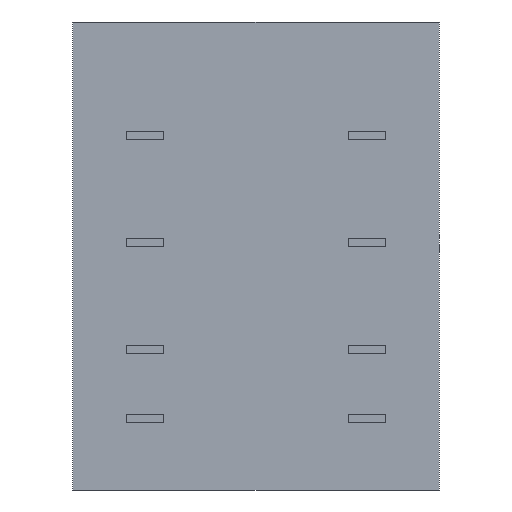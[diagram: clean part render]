
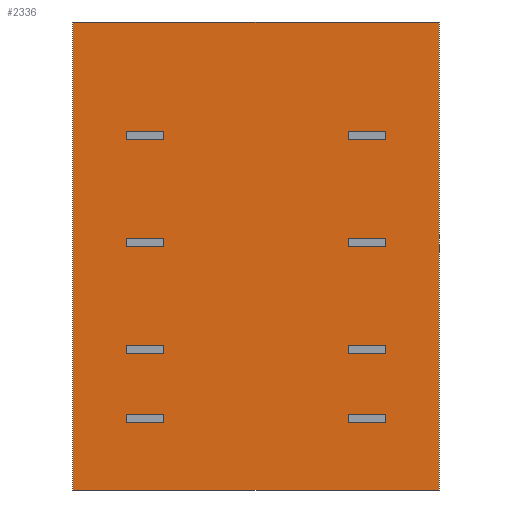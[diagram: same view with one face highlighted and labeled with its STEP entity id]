
A CAD part, top view. The second image highlights one B-rep face of the part: STEP entity #2336.
In plain terms, the highlighted planar face has unit normal (0, 0, 1).
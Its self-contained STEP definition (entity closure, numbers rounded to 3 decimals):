
#16=DIRECTION('',(0.,-1.,0.));
#17=VECTOR('',#16,27.8);
#18=CARTESIAN_POINT('',(-10.9,13.9,0.));
#19=LINE('',#18,#17);
#425=DIRECTION('',(1.,0.,0.));
#426=VECTOR('',#425,21.8);
#427=CARTESIAN_POINT('',(-10.9,-13.9,0.));
#428=LINE('',#427,#426);
#471=DIRECTION('',(0.,-1.,0.));
#472=VECTOR('',#471,27.8);
#473=CARTESIAN_POINT('',(10.9,13.9,0.));
#474=LINE('',#473,#472);
#479=DIRECTION('',(1.,0.,0.));
#480=VECTOR('',#479,21.8);
#481=CARTESIAN_POINT('',(-10.9,13.9,0.));
#482=LINE('',#481,#480);
#483=DIRECTION('',(0.,-1.,0.));
#484=VECTOR('',#483,0.5);
#485=CARTESIAN_POINT('',(5.5,-9.4,0.));
#486=LINE('',#485,#484);
#487=DIRECTION('',(1.,0.,0.));
#488=VECTOR('',#487,2.2);
#489=CARTESIAN_POINT('',(5.5,-9.9,0.));
#490=LINE('',#489,#488);
#491=DIRECTION('',(0.,1.,0.));
#492=VECTOR('',#491,0.5);
#493=CARTESIAN_POINT('',(7.7,-9.9,0.));
#494=LINE('',#493,#492);
#495=DIRECTION('',(-1.,0.,0.));
#496=VECTOR('',#495,2.2);
#497=CARTESIAN_POINT('',(7.7,-9.4,0.));
#498=LINE('',#497,#496);
#499=DIRECTION('',(0.,-1.,0.));
#500=VECTOR('',#499,0.5);
#501=CARTESIAN_POINT('',(-7.7,-9.4,0.));
#502=LINE('',#501,#500);
#503=DIRECTION('',(1.,0.,0.));
#504=VECTOR('',#503,2.2);
#505=CARTESIAN_POINT('',(-7.7,-9.9,0.));
#506=LINE('',#505,#504);
#507=DIRECTION('',(0.,1.,0.));
#508=VECTOR('',#507,0.5);
#509=CARTESIAN_POINT('',(-5.5,-9.9,0.));
#510=LINE('',#509,#508);
#511=DIRECTION('',(-1.,0.,0.));
#512=VECTOR('',#511,2.2);
#513=CARTESIAN_POINT('',(-5.5,-9.4,0.));
#514=LINE('',#513,#512);
#515=DIRECTION('',(0.,-1.,0.));
#516=VECTOR('',#515,0.5);
#517=CARTESIAN_POINT('',(-7.7,-5.3,0.));
#518=LINE('',#517,#516);
#519=DIRECTION('',(1.,0.,0.));
#520=VECTOR('',#519,2.2);
#521=CARTESIAN_POINT('',(-7.7,-5.8,0.));
#522=LINE('',#521,#520);
#523=DIRECTION('',(0.,1.,0.));
#524=VECTOR('',#523,0.5);
#525=CARTESIAN_POINT('',(-5.5,-5.8,0.));
#526=LINE('',#525,#524);
#527=DIRECTION('',(-1.,0.,0.));
#528=VECTOR('',#527,2.2);
#529=CARTESIAN_POINT('',(-5.5,-5.3,0.));
#530=LINE('',#529,#528);
#531=DIRECTION('',(0.,-1.,0.));
#532=VECTOR('',#531,0.5);
#533=CARTESIAN_POINT('',(5.5,-5.3,0.));
#534=LINE('',#533,#532);
#535=DIRECTION('',(1.,0.,0.));
#536=VECTOR('',#535,2.2);
#537=CARTESIAN_POINT('',(5.5,-5.8,0.));
#538=LINE('',#537,#536);
#539=DIRECTION('',(0.,1.,0.));
#540=VECTOR('',#539,0.5);
#541=CARTESIAN_POINT('',(7.7,-5.8,0.));
#542=LINE('',#541,#540);
#543=DIRECTION('',(-1.,0.,0.));
#544=VECTOR('',#543,2.2);
#545=CARTESIAN_POINT('',(7.7,-5.3,0.));
#546=LINE('',#545,#544);
#547=DIRECTION('',(0.,-1.,0.));
#548=VECTOR('',#547,0.5);
#549=CARTESIAN_POINT('',(5.5,1.05,0.));
#550=LINE('',#549,#548);
#551=DIRECTION('',(1.,0.,0.));
#552=VECTOR('',#551,2.2);
#553=CARTESIAN_POINT('',(5.5,0.55,0.));
#554=LINE('',#553,#552);
#555=DIRECTION('',(0.,1.,0.));
#556=VECTOR('',#555,0.5);
#557=CARTESIAN_POINT('',(7.7,0.55,0.));
#558=LINE('',#557,#556);
#559=DIRECTION('',(-1.,0.,0.));
#560=VECTOR('',#559,2.2);
#561=CARTESIAN_POINT('',(7.7,1.05,0.));
#562=LINE('',#561,#560);
#563=DIRECTION('',(0.,-1.,0.));
#564=VECTOR('',#563,0.5);
#565=CARTESIAN_POINT('',(-7.7,1.05,0.));
#566=LINE('',#565,#564);
#567=DIRECTION('',(1.,0.,0.));
#568=VECTOR('',#567,2.2);
#569=CARTESIAN_POINT('',(-7.7,0.55,0.));
#570=LINE('',#569,#568);
#571=DIRECTION('',(0.,1.,0.));
#572=VECTOR('',#571,0.5);
#573=CARTESIAN_POINT('',(-5.5,0.55,0.));
#574=LINE('',#573,#572);
#575=DIRECTION('',(-1.,0.,0.));
#576=VECTOR('',#575,2.2);
#577=CARTESIAN_POINT('',(-5.5,1.05,0.));
#578=LINE('',#577,#576);
#579=DIRECTION('',(0.,-1.,0.));
#580=VECTOR('',#579,0.5);
#581=CARTESIAN_POINT('',(-7.7,7.4,0.));
#582=LINE('',#581,#580);
#583=DIRECTION('',(1.,0.,0.));
#584=VECTOR('',#583,2.2);
#585=CARTESIAN_POINT('',(-7.7,6.9,0.));
#586=LINE('',#585,#584);
#587=DIRECTION('',(0.,1.,0.));
#588=VECTOR('',#587,0.5);
#589=CARTESIAN_POINT('',(-5.5,6.9,0.));
#590=LINE('',#589,#588);
#591=DIRECTION('',(-1.,0.,0.));
#592=VECTOR('',#591,2.2);
#593=CARTESIAN_POINT('',(-5.5,7.4,0.));
#594=LINE('',#593,#592);
#595=DIRECTION('',(0.,-1.,0.));
#596=VECTOR('',#595,0.5);
#597=CARTESIAN_POINT('',(5.5,7.4,0.));
#598=LINE('',#597,#596);
#599=DIRECTION('',(1.,0.,0.));
#600=VECTOR('',#599,2.2);
#601=CARTESIAN_POINT('',(5.5,6.9,0.));
#602=LINE('',#601,#600);
#603=DIRECTION('',(0.,1.,0.));
#604=VECTOR('',#603,0.5);
#605=CARTESIAN_POINT('',(7.7,6.9,0.));
#606=LINE('',#605,#604);
#607=DIRECTION('',(-1.,0.,0.));
#608=VECTOR('',#607,2.2);
#609=CARTESIAN_POINT('',(7.7,7.4,0.));
#610=LINE('',#609,#608);
#1316=CARTESIAN_POINT('',(5.5,-9.4,0.));
#1317=CARTESIAN_POINT('',(5.5,-9.9,0.));
#1318=VERTEX_POINT('',#1316);
#1319=VERTEX_POINT('',#1317);
#1320=CARTESIAN_POINT('',(7.7,-9.9,0.));
#1321=VERTEX_POINT('',#1320);
#1322=CARTESIAN_POINT('',(7.7,-9.4,0.));
#1323=VERTEX_POINT('',#1322);
#1324=CARTESIAN_POINT('',(-7.7,-9.4,0.));
#1325=CARTESIAN_POINT('',(-7.7,-9.9,0.));
#1326=VERTEX_POINT('',#1324);
#1327=VERTEX_POINT('',#1325);
#1328=CARTESIAN_POINT('',(-5.5,-9.9,0.));
#1329=VERTEX_POINT('',#1328);
#1330=CARTESIAN_POINT('',(-5.5,-9.4,0.));
#1331=VERTEX_POINT('',#1330);
#1332=CARTESIAN_POINT('',(-7.7,-5.3,0.));
#1333=CARTESIAN_POINT('',(-7.7,-5.8,0.));
#1334=VERTEX_POINT('',#1332);
#1335=VERTEX_POINT('',#1333);
#1336=CARTESIAN_POINT('',(-5.5,-5.8,0.));
#1337=VERTEX_POINT('',#1336);
#1338=CARTESIAN_POINT('',(-5.5,-5.3,0.));
#1339=VERTEX_POINT('',#1338);
#1340=CARTESIAN_POINT('',(5.5,-5.3,0.));
#1341=CARTESIAN_POINT('',(5.5,-5.8,0.));
#1342=VERTEX_POINT('',#1340);
#1343=VERTEX_POINT('',#1341);
#1344=CARTESIAN_POINT('',(7.7,-5.8,0.));
#1345=VERTEX_POINT('',#1344);
#1346=CARTESIAN_POINT('',(7.7,-5.3,0.));
#1347=VERTEX_POINT('',#1346);
#1348=CARTESIAN_POINT('',(5.5,1.05,0.));
#1349=CARTESIAN_POINT('',(5.5,0.55,0.));
#1350=VERTEX_POINT('',#1348);
#1351=VERTEX_POINT('',#1349);
#1352=CARTESIAN_POINT('',(7.7,0.55,0.));
#1353=VERTEX_POINT('',#1352);
#1354=CARTESIAN_POINT('',(7.7,1.05,0.));
#1355=VERTEX_POINT('',#1354);
#1356=CARTESIAN_POINT('',(-7.7,1.05,0.));
#1357=CARTESIAN_POINT('',(-7.7,0.55,0.));
#1358=VERTEX_POINT('',#1356);
#1359=VERTEX_POINT('',#1357);
#1360=CARTESIAN_POINT('',(-5.5,0.55,0.));
#1361=VERTEX_POINT('',#1360);
#1362=CARTESIAN_POINT('',(-5.5,1.05,0.));
#1363=VERTEX_POINT('',#1362);
#1364=CARTESIAN_POINT('',(-7.7,7.4,0.));
#1365=CARTESIAN_POINT('',(-7.7,6.9,0.));
#1366=VERTEX_POINT('',#1364);
#1367=VERTEX_POINT('',#1365);
#1368=CARTESIAN_POINT('',(-5.5,6.9,0.));
#1369=VERTEX_POINT('',#1368);
#1370=CARTESIAN_POINT('',(-5.5,7.4,0.));
#1371=VERTEX_POINT('',#1370);
#1372=CARTESIAN_POINT('',(5.5,7.4,0.));
#1373=CARTESIAN_POINT('',(5.5,6.9,0.));
#1374=VERTEX_POINT('',#1372);
#1375=VERTEX_POINT('',#1373);
#1376=CARTESIAN_POINT('',(7.7,6.9,0.));
#1377=VERTEX_POINT('',#1376);
#1378=CARTESIAN_POINT('',(7.7,7.4,0.));
#1379=VERTEX_POINT('',#1378);
#1381=CARTESIAN_POINT('',(-10.9,13.9,0.));
#1383=VERTEX_POINT('',#1381);
#1384=CARTESIAN_POINT('',(-10.9,-13.9,0.));
#1385=VERTEX_POINT('',#1384);
#1507=CARTESIAN_POINT('',(10.9,13.9,0.));
#1509=VERTEX_POINT('',#1507);
#1510=CARTESIAN_POINT('',(10.9,-13.9,0.));
#1511=VERTEX_POINT('',#1510);
#2244=CARTESIAN_POINT('',(-10.9,13.9,0.));
#2245=DIRECTION('',(0.,0.,1.));
#2246=DIRECTION('',(0.,-1.,0.));
#2247=AXIS2_PLACEMENT_3D('',#2244,#2245,#2246);
#2248=PLANE('',#2247);
#2249=ORIENTED_EDGE('',*,*,#1641,.F.);
#2251=ORIENTED_EDGE('',*,*,#2250,.T.);
#2252=ORIENTED_EDGE('',*,*,#2237,.T.);
#2253=ORIENTED_EDGE('',*,*,#2193,.F.);
#2254=EDGE_LOOP('',(#2249,#2251,#2252,#2253));
#2255=FACE_OUTER_BOUND('',#2254,.F.);
#2257=ORIENTED_EDGE('',*,*,#2256,.T.);
#2259=ORIENTED_EDGE('',*,*,#2258,.T.);
#2261=ORIENTED_EDGE('',*,*,#2260,.T.);
#2263=ORIENTED_EDGE('',*,*,#2262,.T.);
#2264=EDGE_LOOP('',(#2257,#2259,#2261,#2263));
#2265=FACE_BOUND('',#2264,.F.);
#2267=ORIENTED_EDGE('',*,*,#2266,.T.);
#2269=ORIENTED_EDGE('',*,*,#2268,.T.);
#2271=ORIENTED_EDGE('',*,*,#2270,.T.);
#2273=ORIENTED_EDGE('',*,*,#2272,.T.);
#2274=EDGE_LOOP('',(#2267,#2269,#2271,#2273));
#2275=FACE_BOUND('',#2274,.F.);
#2277=ORIENTED_EDGE('',*,*,#2276,.T.);
#2279=ORIENTED_EDGE('',*,*,#2278,.T.);
#2281=ORIENTED_EDGE('',*,*,#2280,.T.);
#2283=ORIENTED_EDGE('',*,*,#2282,.T.);
#2284=EDGE_LOOP('',(#2277,#2279,#2281,#2283));
#2285=FACE_BOUND('',#2284,.F.);
#2287=ORIENTED_EDGE('',*,*,#2286,.T.);
#2289=ORIENTED_EDGE('',*,*,#2288,.T.);
#2291=ORIENTED_EDGE('',*,*,#2290,.T.);
#2293=ORIENTED_EDGE('',*,*,#2292,.T.);
#2294=EDGE_LOOP('',(#2287,#2289,#2291,#2293));
#2295=FACE_BOUND('',#2294,.F.);
#2297=ORIENTED_EDGE('',*,*,#2296,.T.);
#2299=ORIENTED_EDGE('',*,*,#2298,.T.);
#2301=ORIENTED_EDGE('',*,*,#2300,.T.);
#2303=ORIENTED_EDGE('',*,*,#2302,.T.);
#2304=EDGE_LOOP('',(#2297,#2299,#2301,#2303));
#2305=FACE_BOUND('',#2304,.F.);
#2307=ORIENTED_EDGE('',*,*,#2306,.T.);
#2309=ORIENTED_EDGE('',*,*,#2308,.T.);
#2311=ORIENTED_EDGE('',*,*,#2310,.T.);
#2313=ORIENTED_EDGE('',*,*,#2312,.T.);
#2314=EDGE_LOOP('',(#2307,#2309,#2311,#2313));
#2315=FACE_BOUND('',#2314,.F.);
#2317=ORIENTED_EDGE('',*,*,#2316,.T.);
#2319=ORIENTED_EDGE('',*,*,#2318,.T.);
#2321=ORIENTED_EDGE('',*,*,#2320,.T.);
#2323=ORIENTED_EDGE('',*,*,#2322,.T.);
#2324=EDGE_LOOP('',(#2317,#2319,#2321,#2323));
#2325=FACE_BOUND('',#2324,.F.);
#2327=ORIENTED_EDGE('',*,*,#2326,.T.);
#2329=ORIENTED_EDGE('',*,*,#2328,.T.);
#2331=ORIENTED_EDGE('',*,*,#2330,.T.);
#2333=ORIENTED_EDGE('',*,*,#2332,.T.);
#2334=EDGE_LOOP('',(#2327,#2329,#2331,#2333));
#2335=FACE_BOUND('',#2334,.F.);
#1641=EDGE_CURVE('',#1383,#1385,#19,.T.);
#2193=EDGE_CURVE('',#1385,#1511,#428,.T.);
#2237=EDGE_CURVE('',#1509,#1511,#474,.T.);
#2250=EDGE_CURVE('',#1383,#1509,#482,.T.);
#2256=EDGE_CURVE('',#1318,#1319,#486,.T.);
#2258=EDGE_CURVE('',#1319,#1321,#490,.T.);
#2260=EDGE_CURVE('',#1321,#1323,#494,.T.);
#2262=EDGE_CURVE('',#1323,#1318,#498,.T.);
#2266=EDGE_CURVE('',#1326,#1327,#502,.T.);
#2268=EDGE_CURVE('',#1327,#1329,#506,.T.);
#2270=EDGE_CURVE('',#1329,#1331,#510,.T.);
#2272=EDGE_CURVE('',#1331,#1326,#514,.T.);
#2276=EDGE_CURVE('',#1334,#1335,#518,.T.);
#2278=EDGE_CURVE('',#1335,#1337,#522,.T.);
#2280=EDGE_CURVE('',#1337,#1339,#526,.T.);
#2282=EDGE_CURVE('',#1339,#1334,#530,.T.);
#2286=EDGE_CURVE('',#1342,#1343,#534,.T.);
#2288=EDGE_CURVE('',#1343,#1345,#538,.T.);
#2290=EDGE_CURVE('',#1345,#1347,#542,.T.);
#2292=EDGE_CURVE('',#1347,#1342,#546,.T.);
#2296=EDGE_CURVE('',#1350,#1351,#550,.T.);
#2298=EDGE_CURVE('',#1351,#1353,#554,.T.);
#2300=EDGE_CURVE('',#1353,#1355,#558,.T.);
#2302=EDGE_CURVE('',#1355,#1350,#562,.T.);
#2306=EDGE_CURVE('',#1358,#1359,#566,.T.);
#2308=EDGE_CURVE('',#1359,#1361,#570,.T.);
#2310=EDGE_CURVE('',#1361,#1363,#574,.T.);
#2312=EDGE_CURVE('',#1363,#1358,#578,.T.);
#2316=EDGE_CURVE('',#1366,#1367,#582,.T.);
#2318=EDGE_CURVE('',#1367,#1369,#586,.T.);
#2320=EDGE_CURVE('',#1369,#1371,#590,.T.);
#2322=EDGE_CURVE('',#1371,#1366,#594,.T.);
#2326=EDGE_CURVE('',#1374,#1375,#598,.T.);
#2328=EDGE_CURVE('',#1375,#1377,#602,.T.);
#2330=EDGE_CURVE('',#1377,#1379,#606,.T.);
#2332=EDGE_CURVE('',#1379,#1374,#610,.T.);
#2336=ADVANCED_FACE('',(#2255,#2265,#2275,#2285,#2295,#2305,#2315,#2325,#2335),
#2248,.T.);
